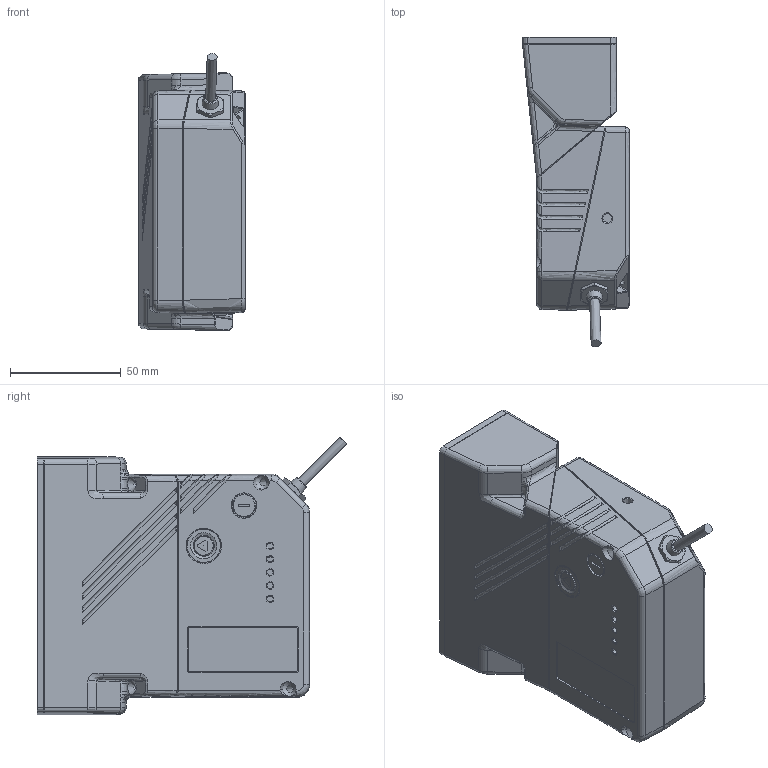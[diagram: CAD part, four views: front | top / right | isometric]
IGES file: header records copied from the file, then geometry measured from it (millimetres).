
Global section: file name: DS4800+0M4800.igs; preprocessor: I-DEAS 3D IGES Translator 13; date: 20090629.160512; units: millimetre
Bounding box: 48.36 x 140.19 x 125.49 mm (x, y, z)
Volume: 154890.5 mm3; surface area: 113451.4 mm2
Topology: 14 solids, 14 shells, 1458 faces, 3857 edges, 2525 vertices
Faces by surface type: bspline 1458
